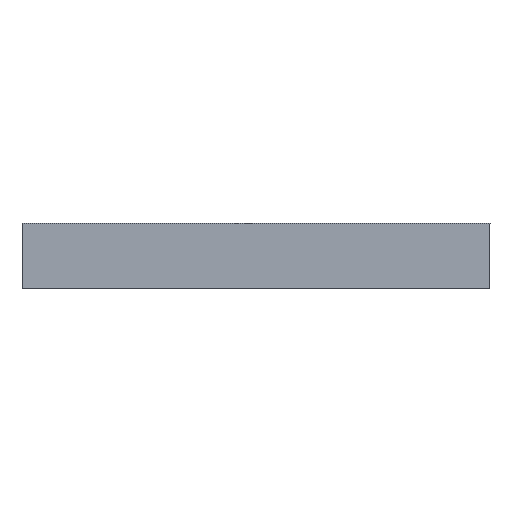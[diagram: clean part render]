
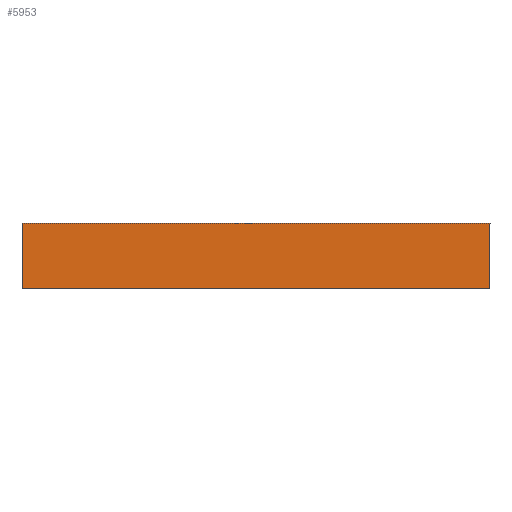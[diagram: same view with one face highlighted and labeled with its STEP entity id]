
A CAD part, front view. The second image highlights one B-rep face of the part: STEP entity #5953.
In plain terms, the highlighted planar face has unit normal (0, -1, 0).
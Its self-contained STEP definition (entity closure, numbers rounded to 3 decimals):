
#509=PLANE('',#6690);
#791=FACE_OUTER_BOUND('',#1343,.T.);
#1343=EDGE_LOOP('',(#5449,#5450,#5451,#5452,#5453));
#1744=LINE('',#10131,#2157);
#1745=LINE('',#10134,#2158);
#1760=LINE('',#10171,#2173);
#1761=LINE('',#10174,#2174);
#1762=LINE('',#10175,#2175);
#2157=VECTOR('',#8472,10.);
#2158=VECTOR('',#8475,10.);
#2173=VECTOR('',#8516,10.);
#2174=VECTOR('',#8519,10.);
#2175=VECTOR('',#8520,10.);
#3073=VERTEX_POINT('',#10127);
#3074=VERTEX_POINT('',#10129);
#3075=VERTEX_POINT('',#10133);
#3084=VERTEX_POINT('',#10169);
#3085=VERTEX_POINT('',#10173);
#3857=EDGE_CURVE('',#3073,#3074,#1744,.T.);
#3858=EDGE_CURVE('',#3075,#3074,#1745,.T.);
#3877=EDGE_CURVE('',#3084,#3073,#1760,.T.);
#3878=EDGE_CURVE('',#3085,#3084,#1761,.T.);
#3879=EDGE_CURVE('',#3085,#3075,#1762,.T.);
#5449=ORIENTED_EDGE('',*,*,#3878,.T.);
#5450=ORIENTED_EDGE('',*,*,#3877,.T.);
#5451=ORIENTED_EDGE('',*,*,#3857,.T.);
#5452=ORIENTED_EDGE('',*,*,#3858,.F.);
#5453=ORIENTED_EDGE('',*,*,#3879,.F.);
#5953=ADVANCED_FACE('',(#791),#509,.T.);
#6690=AXIS2_PLACEMENT_3D('',#10172,#8517,#8518);
#8472=DIRECTION('',(0.,0.,1.));
#8475=DIRECTION('',(1.,0.,0.));
#8516=DIRECTION('',(0.,0.,1.));
#8517=DIRECTION('center_axis',(0.,-1.,0.));
#8518=DIRECTION('ref_axis',(1.,0.,0.));
#8519=DIRECTION('',(1.,0.,0.));
#8520=DIRECTION('',(0.,0.,1.));
#10127=CARTESIAN_POINT('',(103.5,-10.,13.));
#10129=CARTESIAN_POINT('',(103.5,-10.,16.));
#10131=CARTESIAN_POINT('',(103.5,-10.,13.));
#10133=CARTESIAN_POINT('',(-10.,-10.,16.));
#10134=CARTESIAN_POINT('',(-10.,-10.,16.));
#10169=CARTESIAN_POINT('',(103.5,-10.,0.));
#10171=CARTESIAN_POINT('',(103.5,-10.,0.));
#10172=CARTESIAN_POINT('Origin',(-10.,-10.,0.));
#10173=CARTESIAN_POINT('',(-10.,-10.,0.));
#10174=CARTESIAN_POINT('',(-10.,-10.,0.));
#10175=CARTESIAN_POINT('',(-10.,-10.,0.));
